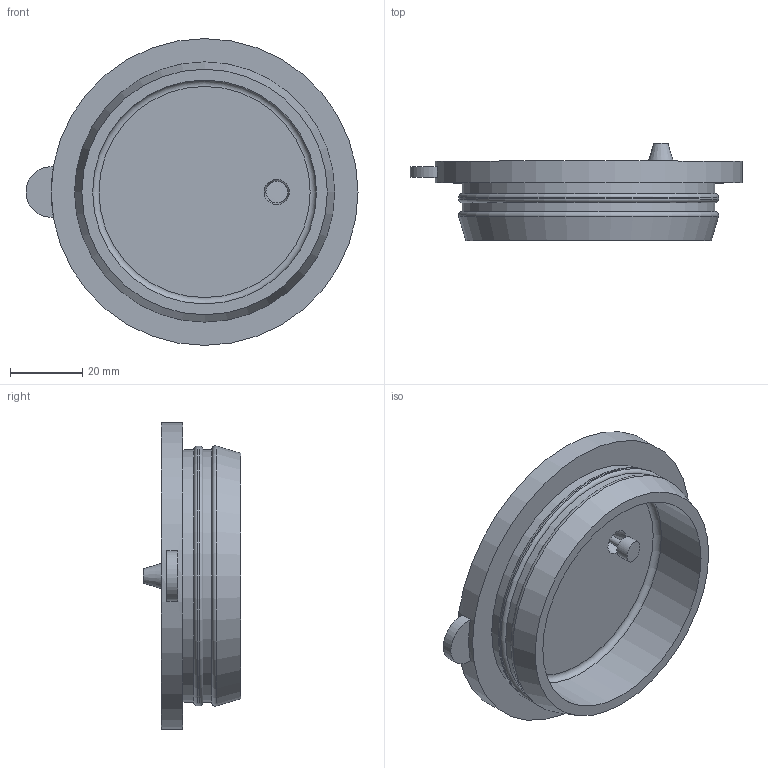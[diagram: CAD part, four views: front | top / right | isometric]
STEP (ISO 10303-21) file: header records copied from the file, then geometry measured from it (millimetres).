
FILE_DESCRIPTION (( 'STEP AP203' ), '1' );
FILE_NAME ('32A0016-¾ó¥Ö¶ë.STEP', '2023-10-02T05:50:53', ( '' ), ( '' ), 'SwSTEP 2.0', 'SolidWorks 2018', '' );
FILE_SCHEMA (( 'CONFIG_CONTROL_DESIGN' ));
Length unit declared in the file: millimetre
Products named in the file (1): 32A0016-橡皮塞
Bounding box: 91.97 x 27 x 85 mm (x, y, z)
Volume: 47035.7 mm3; surface area: 17649 mm2
Topology: 1 solids, 1 shells, 24 faces, 41 edges, 26 vertices
Faces by surface type: cylinder 8, plane 8, torus 4, cone 4
Full cylindrical faces by diameter (mm): 2 x1, 6 x1, 62 x1, 70 x2, 72 x1, 85 x1
Entity records: 625 total; most frequent: CARTESIAN_POINT 137, DIRECTION 96, ORIENTED_EDGE 52, AXIS2_PLACEMENT_3D 47, EDGE_LOOP 44, FACE_OUTER_BOUND 34, EDGE_CURVE 26, VERTEX_POINT 24
